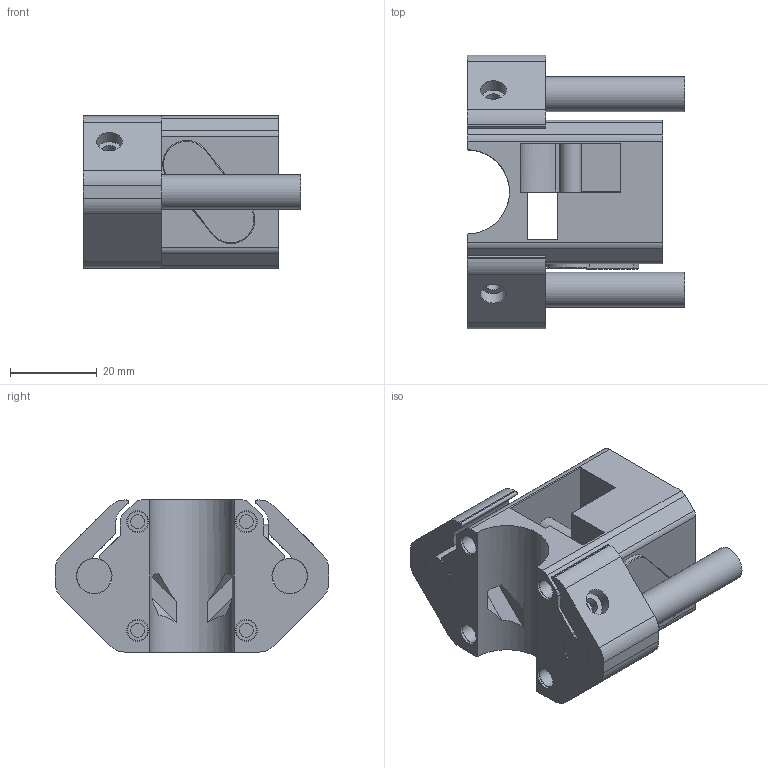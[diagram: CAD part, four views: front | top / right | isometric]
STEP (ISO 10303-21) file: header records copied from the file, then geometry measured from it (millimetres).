
FILE_DESCRIPTION(/* description */ (''),/* implementation_level */ '2;1');
FILE_NAME(/* name */ '5mm_New_Y_Carriage_1.0 v10.step',/* time_stamp */ '2020-09-24T11:08:26-07:00',/* author */ (''),/* organization */ (''),/* preprocessor_version */ 'ST-DEVELOPER v18.1',/* originating_system */ 'Autodesk Translation Framework v9.3.0.1241',/* authorisation */ '');
FILE_SCHEMA (('AUTOMOTIVE_DESIGN { 1 0 10303 214 3 1 1 }'));
Length unit declared in the file: millimetre
Products named in the file (4): 5mm_New_Y_Carriage_1.0; Rods; Pin; Cover
Assembly tree (3 placements, depth 2):
  5mm_New_Y_Carriage_1.0
    Rods
    Pin
    Cover
Bounding box: 50 x 63 x 35 mm (x, y, z)
Volume: 45662.5 mm3; surface area: 20905.4 mm2
Topology: 6 solids, 6 shells, 156 faces, 368 edges, 244 vertices
Faces by surface type: plane 91, cylinder 63, cone 2
Full cylindrical faces by diameter (mm): 3.2 x4, 3.5 x4, 4.7 x4, 5 x10, 6 x2, 7 x2, 8 x6
Entity records: 4681 total; most frequent: DIRECTION 832, CARTESIAN_POINT 775, ORIENTED_EDGE 736, EDGE_CURVE 368, AXIS2_PLACEMENT_3D 301, VERTEX_POINT 244, LINE 230, VECTOR 230
